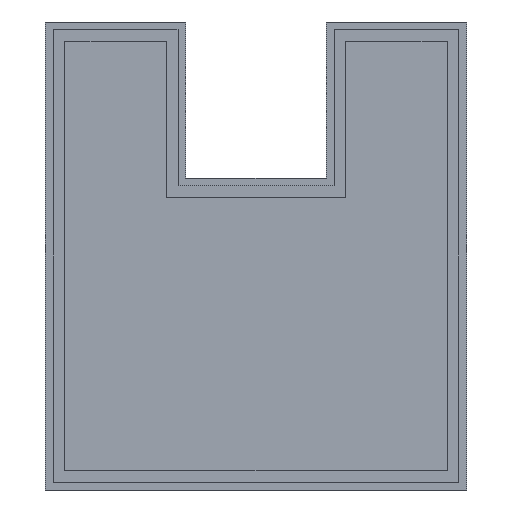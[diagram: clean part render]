
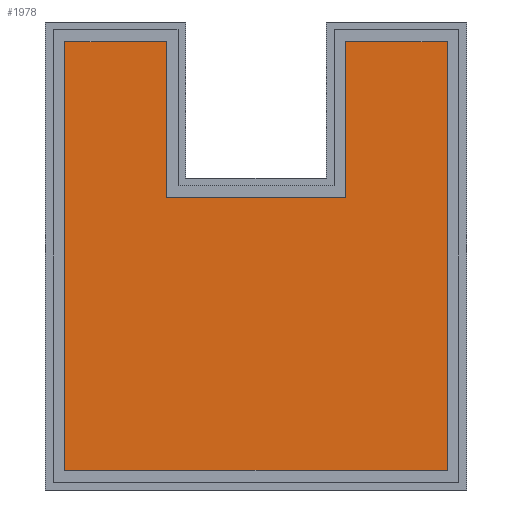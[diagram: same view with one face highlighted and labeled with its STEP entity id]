
A CAD part, front view. The second image highlights one B-rep face of the part: STEP entity #1978.
In plain terms, the highlighted planar face has unit normal (0, -1, 0).
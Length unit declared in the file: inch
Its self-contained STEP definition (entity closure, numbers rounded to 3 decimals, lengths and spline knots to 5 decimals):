
#1699=DIRECTION('',(0.,0.,1.));
#1700=VECTOR('',#1699,116.);
#1701=CARTESIAN_POINT('',(-52.,-0.25,-58.));
#1702=LINE('',#1701,#1700);
#1703=DIRECTION('',(1.,0.,0.));
#1704=VECTOR('',#1703,32.);
#1705=CARTESIAN_POINT('',(-52.,-0.25,58.));
#1706=LINE('',#1705,#1704);
#1707=DIRECTION('',(0.,0.,-1.));
#1708=VECTOR('',#1707,40.);
#1709=CARTESIAN_POINT('',(-20.,-0.25,58.));
#1710=LINE('',#1709,#1708);
#1711=DIRECTION('',(1.,0.,0.));
#1712=VECTOR('',#1711,40.);
#1713=CARTESIAN_POINT('',(-20.,-0.25,18.));
#1714=LINE('',#1713,#1712);
#1715=DIRECTION('',(0.,0.,1.));
#1716=VECTOR('',#1715,40.);
#1717=CARTESIAN_POINT('',(20.,-0.25,18.));
#1718=LINE('',#1717,#1716);
#1719=DIRECTION('',(1.,0.,0.));
#1720=VECTOR('',#1719,32.);
#1721=CARTESIAN_POINT('',(20.,-0.25,58.));
#1722=LINE('',#1721,#1720);
#1723=DIRECTION('',(0.,0.,-1.));
#1724=VECTOR('',#1723,116.);
#1725=CARTESIAN_POINT('',(52.,-0.25,58.));
#1726=LINE('',#1725,#1724);
#1727=DIRECTION('',(-1.,0.,0.));
#1728=VECTOR('',#1727,104.);
#1729=CARTESIAN_POINT('',(52.,-0.25,-58.));
#1730=LINE('',#1729,#1728);
#1939=CARTESIAN_POINT('',(-52.,-0.25,-58.));
#1940=CARTESIAN_POINT('',(-52.,-0.25,58.));
#1941=VERTEX_POINT('',#1939);
#1942=VERTEX_POINT('',#1940);
#1943=CARTESIAN_POINT('',(-20.,-0.25,58.));
#1944=VERTEX_POINT('',#1943);
#1945=CARTESIAN_POINT('',(-20.,-0.25,18.));
#1946=VERTEX_POINT('',#1945);
#1947=CARTESIAN_POINT('',(20.,-0.25,18.));
#1948=VERTEX_POINT('',#1947);
#1949=CARTESIAN_POINT('',(20.,-0.25,58.));
#1950=VERTEX_POINT('',#1949);
#1951=CARTESIAN_POINT('',(52.,-0.25,58.));
#1952=VERTEX_POINT('',#1951);
#1953=CARTESIAN_POINT('',(52.,-0.25,-58.));
#1954=VERTEX_POINT('',#1953);
#1955=CARTESIAN_POINT('',(0.,-0.25,0.));
#1956=DIRECTION('',(0.,1.,0.));
#1957=DIRECTION('',(1.,0.,0.));
#1958=AXIS2_PLACEMENT_3D('',#1955,#1956,#1957);
#1959=PLANE('',#1958);
#1961=ORIENTED_EDGE('',*,*,#1960,.T.);
#1963=ORIENTED_EDGE('',*,*,#1962,.T.);
#1965=ORIENTED_EDGE('',*,*,#1964,.T.);
#1967=ORIENTED_EDGE('',*,*,#1966,.T.);
#1969=ORIENTED_EDGE('',*,*,#1968,.T.);
#1971=ORIENTED_EDGE('',*,*,#1970,.T.);
#1973=ORIENTED_EDGE('',*,*,#1972,.T.);
#1975=ORIENTED_EDGE('',*,*,#1974,.T.);
#1976=EDGE_LOOP('',(#1961,#1963,#1965,#1967,#1969,#1971,#1973,#1975));
#1977=FACE_OUTER_BOUND('',#1976,.F.);
#1960=EDGE_CURVE('',#1941,#1942,#1702,.T.);
#1962=EDGE_CURVE('',#1942,#1944,#1706,.T.);
#1964=EDGE_CURVE('',#1944,#1946,#1710,.T.);
#1966=EDGE_CURVE('',#1946,#1948,#1714,.T.);
#1968=EDGE_CURVE('',#1948,#1950,#1718,.T.);
#1970=EDGE_CURVE('',#1950,#1952,#1722,.T.);
#1972=EDGE_CURVE('',#1952,#1954,#1726,.T.);
#1974=EDGE_CURVE('',#1954,#1941,#1730,.T.);
#1978=ADVANCED_FACE('',(#1977),#1959,.F.);
